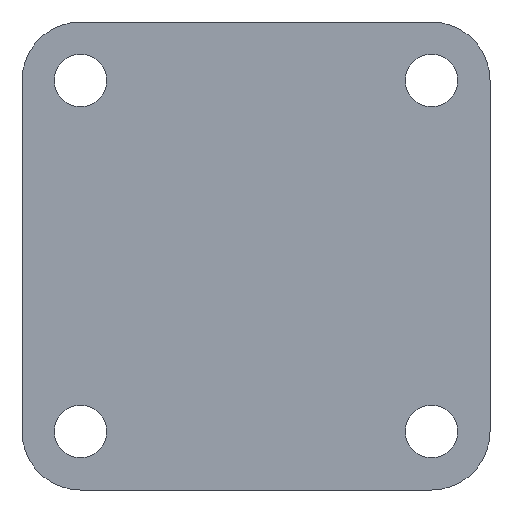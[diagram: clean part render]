
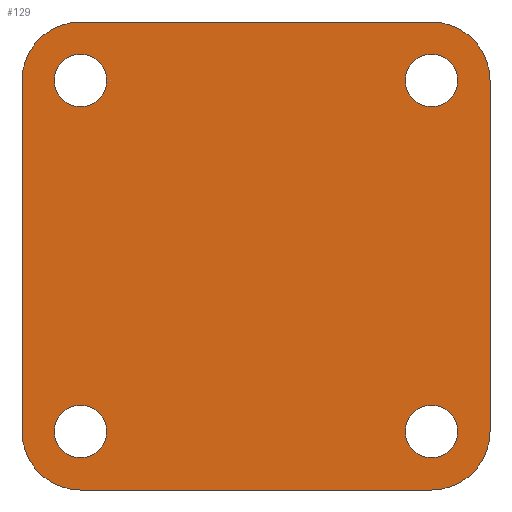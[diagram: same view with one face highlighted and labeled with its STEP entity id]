
A CAD part, front view. The second image highlights one B-rep face of the part: STEP entity #129.
In plain terms, the highlighted planar face has unit normal (0, -1, 0).
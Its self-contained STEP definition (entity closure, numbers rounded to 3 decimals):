
#129 = ADVANCED_FACE( '', ( #310, #311, #312, #313, #314 ), #315, .F. );
#310 = FACE_BOUND( '', #559, .T. );
#311 = FACE_BOUND( '', #560, .T. );
#312 = FACE_BOUND( '', #561, .T. );
#313 = FACE_BOUND( '', #562, .T. );
#314 = FACE_OUTER_BOUND( '', #563, .T. );
#315 = PLANE( '', #564 );
#559 = EDGE_LOOP( '', ( #873 ) );
#560 = EDGE_LOOP( '', ( #874 ) );
#561 = EDGE_LOOP( '', ( #875 ) );
#562 = EDGE_LOOP( '', ( #876 ) );
#563 = EDGE_LOOP( '', ( #877, #878, #879, #880, #881, #882, #883, #884 ) );
#564 = AXIS2_PLACEMENT_3D( '', #885, #886, #887 );
#873 = ORIENTED_EDGE( '', *, *, #1395, .T. );
#874 = ORIENTED_EDGE( '', *, *, #1420, .T. );
#875 = ORIENTED_EDGE( '', *, *, #1378, .T. );
#876 = ORIENTED_EDGE( '', *, *, #1421, .T. );
#877 = ORIENTED_EDGE( '', *, *, #1422, .F. );
#878 = ORIENTED_EDGE( '', *, *, #1423, .F. );
#879 = ORIENTED_EDGE( '', *, *, #1424, .F. );
#880 = ORIENTED_EDGE( '', *, *, #1425, .F. );
#881 = ORIENTED_EDGE( '', *, *, #1426, .F. );
#882 = ORIENTED_EDGE( '', *, *, #1385, .F. );
#883 = ORIENTED_EDGE( '', *, *, #1390, .F. );
#884 = ORIENTED_EDGE( '', *, *, #1427, .F. );
#885 = CARTESIAN_POINT( '', ( -30., 0., 30. ) );
#886 = DIRECTION( '', ( 0., 1., 0. ) );
#887 = DIRECTION( '', ( 0., 0., 1. ) );
#1378 = EDGE_CURVE( '', #1632, #1632, #1633, .T. );
#1385 = EDGE_CURVE( '', #1644, #1645, #1646, .T. );
#1390 = EDGE_CURVE( '', #1653, #1644, #1654, .T. );
#1395 = EDGE_CURVE( '', #1661, #1661, #1662, .T. );
#1420 = EDGE_CURVE( '', #1701, #1701, #1702, .T. );
#1421 = EDGE_CURVE( '', #1703, #1703, #1704, .T. );
#1422 = EDGE_CURVE( '', #1705, #1706, #1707, .T. );
#1423 = EDGE_CURVE( '', #1708, #1705, #1709, .T. );
#1424 = EDGE_CURVE( '', #1710, #1708, #1711, .T. );
#1425 = EDGE_CURVE( '', #1712, #1710, #1713, .T. );
#1426 = EDGE_CURVE( '', #1645, #1712, #1714, .T. );
#1427 = EDGE_CURVE( '', #1706, #1653, #1715, .T. );
#1632 = VERTEX_POINT( '', #1985 );
#1633 = CIRCLE( '', #1986, 4.5 );
#1644 = VERTEX_POINT( '', #1999 );
#1645 = VERTEX_POINT( '', #2000 );
#1646 = CIRCLE( '', #2001, 10. );
#1653 = VERTEX_POINT( '', #2010 );
#1654 = LINE( '', #2011, #2012 );
#1661 = VERTEX_POINT( '', #2021 );
#1662 = CIRCLE( '', #2022, 4.5 );
#1701 = VERTEX_POINT( '', #2092 );
#1702 = CIRCLE( '', #2093, 4.5 );
#1703 = VERTEX_POINT( '', #2094 );
#1704 = CIRCLE( '', #2095, 4.5 );
#1705 = VERTEX_POINT( '', #2096 );
#1706 = VERTEX_POINT( '', #2097 );
#1707 = LINE( '', #2098, #2099 );
#1708 = VERTEX_POINT( '', #2100 );
#1709 = CIRCLE( '', #2101, 10. );
#1710 = VERTEX_POINT( '', #2102 );
#1711 = LINE( '', #2103, #2104 );
#1712 = VERTEX_POINT( '', #2105 );
#1713 = CIRCLE( '', #2106, 10. );
#1714 = LINE( '', #2107, #2108 );
#1715 = CIRCLE( '', #2109, 10. );
#1985 = CARTESIAN_POINT( '', ( 34.5, 0., 30. ) );
#1986 = AXIS2_PLACEMENT_3D( '', #2511, #2512, #2513 );
#1999 = CARTESIAN_POINT( '', ( 30., 0., 40. ) );
#2000 = CARTESIAN_POINT( '', ( 40., 0., 30. ) );
#2001 = AXIS2_PLACEMENT_3D( '', #2522, #2523, #2524 );
#2010 = CARTESIAN_POINT( '', ( -30., 0., 40. ) );
#2011 = CARTESIAN_POINT( '', ( -30., 0., 40. ) );
#2012 = VECTOR( '', #2530, 1000. );
#2021 = CARTESIAN_POINT( '', ( -25.5, 0., 30. ) );
#2022 = AXIS2_PLACEMENT_3D( '', #2536, #2537, #2538 );
#2092 = CARTESIAN_POINT( '', ( -25.5, 0., -30. ) );
#2093 = AXIS2_PLACEMENT_3D( '', #2564, #2565, #2566 );
#2094 = CARTESIAN_POINT( '', ( 34.5, 0., -30. ) );
#2095 = AXIS2_PLACEMENT_3D( '', #2567, #2568, #2569 );
#2096 = CARTESIAN_POINT( '', ( -40., 0., -30. ) );
#2097 = CARTESIAN_POINT( '', ( -40., 0., 30. ) );
#2098 = CARTESIAN_POINT( '', ( -40., 0., -30. ) );
#2099 = VECTOR( '', #2570, 1000. );
#2100 = CARTESIAN_POINT( '', ( -30., 0., -40. ) );
#2101 = AXIS2_PLACEMENT_3D( '', #2571, #2572, #2573 );
#2102 = CARTESIAN_POINT( '', ( 30., 0., -40. ) );
#2103 = CARTESIAN_POINT( '', ( 30., 0., -40. ) );
#2104 = VECTOR( '', #2574, 1000. );
#2105 = CARTESIAN_POINT( '', ( 40., 0., -30. ) );
#2106 = AXIS2_PLACEMENT_3D( '', #2575, #2576, #2577 );
#2107 = CARTESIAN_POINT( '', ( 40., 0., 30. ) );
#2108 = VECTOR( '', #2578, 1000. );
#2109 = AXIS2_PLACEMENT_3D( '', #2579, #2580, #2581 );
#2511 = CARTESIAN_POINT( '', ( 30., 0., 30. ) );
#2512 = DIRECTION( '', ( 0., 1., 0. ) );
#2513 = DIRECTION( '', ( 1., 0., 0. ) );
#2522 = CARTESIAN_POINT( '', ( 30., 0., 30. ) );
#2523 = DIRECTION( '', ( 0., 1., 0. ) );
#2524 = DIRECTION( '', ( 1., 0., 0. ) );
#2530 = DIRECTION( '', ( 1., 0., 0. ) );
#2536 = CARTESIAN_POINT( '', ( -30., 0., 30. ) );
#2537 = DIRECTION( '', ( 0., 1., 0. ) );
#2538 = DIRECTION( '', ( 1., 0., 0. ) );
#2564 = CARTESIAN_POINT( '', ( -30., 0., -30. ) );
#2565 = DIRECTION( '', ( 0., 1., 0. ) );
#2566 = DIRECTION( '', ( 1., 0., 0. ) );
#2567 = CARTESIAN_POINT( '', ( 30., 0., -30. ) );
#2568 = DIRECTION( '', ( 0., 1., 0. ) );
#2569 = DIRECTION( '', ( 1., 0., 0. ) );
#2570 = DIRECTION( '', ( 0., 0., 1. ) );
#2571 = CARTESIAN_POINT( '', ( -30., 0., -30. ) );
#2572 = DIRECTION( '', ( 0., 1., 0. ) );
#2573 = DIRECTION( '', ( 1., 0., 0. ) );
#2574 = DIRECTION( '', ( -1., 0., 0. ) );
#2575 = CARTESIAN_POINT( '', ( 30., 0., -30. ) );
#2576 = DIRECTION( '', ( 0., 1., 0. ) );
#2577 = DIRECTION( '', ( 1., 0., 0. ) );
#2578 = DIRECTION( '', ( 0., 0., -1. ) );
#2579 = CARTESIAN_POINT( '', ( -30., 0., 30. ) );
#2580 = DIRECTION( '', ( 0., 1., 0. ) );
#2581 = DIRECTION( '', ( 1., 0., 0. ) );
